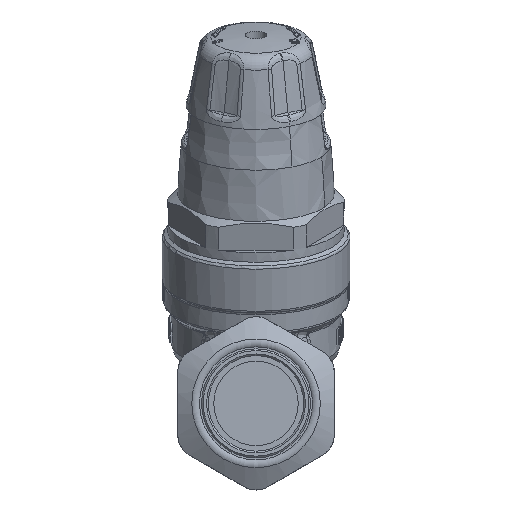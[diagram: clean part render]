
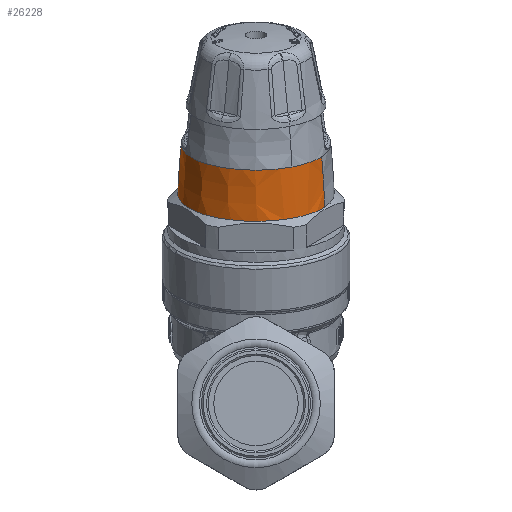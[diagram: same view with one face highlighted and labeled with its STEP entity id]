
A CAD part, front view. The second image highlights one B-rep face of the part: STEP entity #26228.
In plain terms, the highlighted free-form (B-spline) face has degree [3, 2] with [4, 11] control points.
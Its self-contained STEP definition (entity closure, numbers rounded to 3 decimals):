
#71=(
BOUNDED_SURFACE()
B_SPLINE_SURFACE(3,2,((#55139,#55140,#55141,#55142,#55143,#55144,#55145,
#55146,#55147,#55148,#55149),(#55150,#55151,#55152,#55153,#55154,#55155,
#55156,#55157,#55158,#55159,#55160),(#55161,#55162,#55163,#55164,#55165,
#55166,#55167,#55168,#55169,#55170,#55171),(#55172,#55173,#55174,#55175,
#55176,#55177,#55178,#55179,#55180,#55181,#55182)),.UNSPECIFIED.,.F.,.T.,
 .F.)
B_SPLINE_SURFACE_WITH_KNOTS((4,4),(3,2,2,2,2,3),(7.588,23.622),
(5.77,6.283,7.854,9.425,10.996,
12.053),.UNSPECIFIED.)
GEOMETRIC_REPRESENTATION_ITEM()
RATIONAL_B_SPLINE_SURFACE(((0.871,0.904,1.,0.707,
1.,0.707,1.,0.707,1.,0.803,0.871),
(0.871,0.904,1.,0.707,1.,0.707,
1.,0.707,1.,0.803,0.871),(0.871,
0.904,1.,0.707,1.,0.707,1.,0.707,
1.,0.803,0.871),(0.871,0.904,
1.,0.707,1.,0.707,1.,0.707,1.,0.803,
0.871)))
REPRESENTATION_ITEM('')
SURFACE()
);
#1658=CIRCLE('',#28729,0.886);
#1660=CIRCLE('',#28731,0.886);
#1726=CIRCLE('',#28877,0.925);
#1727=CIRCLE('',#28878,9.843);
#1728=CIRCLE('',#28879,9.843);
#3663=FACE_OUTER_BOUND('',#5163,.T.);
#5163=EDGE_LOOP('',(#20307,#20308,#20309,#20310,#20311));
#10491=VERTEX_POINT('',#52076);
#10492=VERTEX_POINT('',#52078);
#10493=VERTEX_POINT('',#52125);
#10621=VERTEX_POINT('',#55183);
#10622=VERTEX_POINT('',#55184);
#13778=EDGE_CURVE('',#10491,#10492,#1658,.T.);
#13780=EDGE_CURVE('',#10492,#10493,#1660,.T.);
#13982=EDGE_CURVE('',#10621,#10622,#1726,.T.);
#13983=EDGE_CURVE('',#10621,#10493,#1727,.T.);
#13984=EDGE_CURVE('',#10622,#10491,#1728,.T.);
#20307=ORIENTED_EDGE('',*,*,#13982,.F.);
#20308=ORIENTED_EDGE('',*,*,#13983,.T.);
#20309=ORIENTED_EDGE('',*,*,#13780,.F.);
#20310=ORIENTED_EDGE('',*,*,#13778,.F.);
#20311=ORIENTED_EDGE('',*,*,#13984,.F.);
#26228=ADVANCED_FACE('',(#3663),#71,.F.);
#28729=AXIS2_PLACEMENT_3D('',#52079,#34470,#34471);
#28731=AXIS2_PLACEMENT_3D('',#52126,#34474,#34475);
#28877=AXIS2_PLACEMENT_3D('',#55185,#34807,#34808);
#28878=AXIS2_PLACEMENT_3D('',#55186,#34809,#34810);
#28879=AXIS2_PLACEMENT_3D('',#55187,#34811,#34812);
#34470=DIRECTION('center_axis',(0.,-0.342,0.94));
#34471=DIRECTION('ref_axis',(-1.,0.,0.));
#34474=DIRECTION('center_axis',(0.,-0.342,0.94));
#34475=DIRECTION('ref_axis',(-1.,0.,0.));
#34807=DIRECTION('center_axis',(0.,0.342,-0.94));
#34808=DIRECTION('ref_axis',(1.,0.,0.));
#34809=DIRECTION('center_axis',(-0.479,-0.825,-0.3));
#34810=DIRECTION('ref_axis',(0.874,-0.481,-0.075));
#34811=DIRECTION('center_axis',(0.479,0.825,0.3));
#34812=DIRECTION('ref_axis',(-0.874,0.416,0.252));
#52076=CARTESIAN_POINT('',(-0.777,-0.673,3.091));
#52078=CARTESIAN_POINT('',(0.425,-1.803,2.679));
#52079=CARTESIAN_POINT('Origin',(0.,-1.072,2.945));
#52125=CARTESIAN_POINT('',(0.777,-1.471,2.8));
#52126=CARTESIAN_POINT('Origin',(0.,-1.072,2.945));
#55139=CARTESIAN_POINT('Ctrl Pts',(-0.812,-0.44,
2.505));
#55140=CARTESIAN_POINT('Ctrl Pts',(-0.925,-0.635,
2.434));
#55141=CARTESIAN_POINT('Ctrl Pts',(-0.925,-0.857,
2.353));
#55142=CARTESIAN_POINT('Ctrl Pts',(-0.925,-1.726,
2.037));
#55143=CARTESIAN_POINT('Ctrl Pts',(0.,-1.726,
2.037));
#55144=CARTESIAN_POINT('Ctrl Pts',(0.925,-1.726,
2.037));
#55145=CARTESIAN_POINT('Ctrl Pts',(0.925,-0.857,
2.353));
#55146=CARTESIAN_POINT('Ctrl Pts',(0.925,0.013,
2.67));
#55147=CARTESIAN_POINT('Ctrl Pts',(0.,0.013,
2.67));
#55148=CARTESIAN_POINT('Ctrl Pts',(-0.549,0.013,
2.67));
#55149=CARTESIAN_POINT('Ctrl Pts',(-0.812,-0.44,
2.505));
#55150=CARTESIAN_POINT('Ctrl Pts',(-0.806,-0.515,
2.702));
#55151=CARTESIAN_POINT('Ctrl Pts',(-0.919,-0.708,
2.631));
#55152=CARTESIAN_POINT('Ctrl Pts',(-0.919,-0.929,
2.551));
#55153=CARTESIAN_POINT('Ctrl Pts',(-0.919,-1.792,
2.237));
#55154=CARTESIAN_POINT('Ctrl Pts',(0.,-1.792,
2.237));
#55155=CARTESIAN_POINT('Ctrl Pts',(0.919,-1.792,
2.237));
#55156=CARTESIAN_POINT('Ctrl Pts',(0.919,-0.929,
2.551));
#55157=CARTESIAN_POINT('Ctrl Pts',(0.919,-0.065,
2.865));
#55158=CARTESIAN_POINT('Ctrl Pts',(0.,-0.065,
2.865));
#55159=CARTESIAN_POINT('Ctrl Pts',(-0.545,-0.065,
2.865));
#55160=CARTESIAN_POINT('Ctrl Pts',(-0.806,-0.515,
2.702));
#55161=CARTESIAN_POINT('Ctrl Pts',(-0.795,-0.592,
2.897));
#55162=CARTESIAN_POINT('Ctrl Pts',(-0.906,-0.783,
2.828));
#55163=CARTESIAN_POINT('Ctrl Pts',(-0.906,-1.,
2.748));
#55164=CARTESIAN_POINT('Ctrl Pts',(-0.906,-1.851,
2.439));
#55165=CARTESIAN_POINT('Ctrl Pts',(0.,-1.851,
2.439));
#55166=CARTESIAN_POINT('Ctrl Pts',(0.906,-1.851,
2.439));
#55167=CARTESIAN_POINT('Ctrl Pts',(0.906,-1.,
2.748));
#55168=CARTESIAN_POINT('Ctrl Pts',(0.906,-0.149,
3.058));
#55169=CARTESIAN_POINT('Ctrl Pts',(0.,-0.149,
3.058));
#55170=CARTESIAN_POINT('Ctrl Pts',(-0.537,-0.149,
3.058));
#55171=CARTESIAN_POINT('Ctrl Pts',(-0.795,-0.592,
2.897));
#55172=CARTESIAN_POINT('Ctrl Pts',(-0.777,-0.673,
3.091));
#55173=CARTESIAN_POINT('Ctrl Pts',(-0.886,-0.859,
3.023));
#55174=CARTESIAN_POINT('Ctrl Pts',(-0.886,-1.072,
2.945));
#55175=CARTESIAN_POINT('Ctrl Pts',(-0.886,-1.904,
2.642));
#55176=CARTESIAN_POINT('Ctrl Pts',(0.,-1.904,
2.642));
#55177=CARTESIAN_POINT('Ctrl Pts',(0.886,-1.904,
2.642));
#55178=CARTESIAN_POINT('Ctrl Pts',(0.886,-1.072,
2.945));
#55179=CARTESIAN_POINT('Ctrl Pts',(0.886,-0.24,
3.248));
#55180=CARTESIAN_POINT('Ctrl Pts',(0.,-0.24,
3.248));
#55181=CARTESIAN_POINT('Ctrl Pts',(-0.525,-0.24,
3.248));
#55182=CARTESIAN_POINT('Ctrl Pts',(-0.777,-0.673,
3.091));
#55183=CARTESIAN_POINT('',(0.812,-1.273,2.202));
#55184=CARTESIAN_POINT('',(-0.812,-0.44,2.505));
#55185=CARTESIAN_POINT('Origin',(0.,-0.857,
2.353));
#55186=CARTESIAN_POINT('Origin',(-7.822,3.261,3.534));
#55187=CARTESIAN_POINT('Origin',(7.822,-4.77,0.611));
